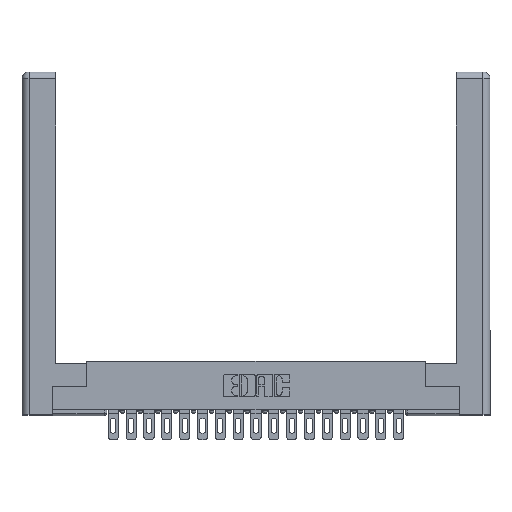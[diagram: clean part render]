
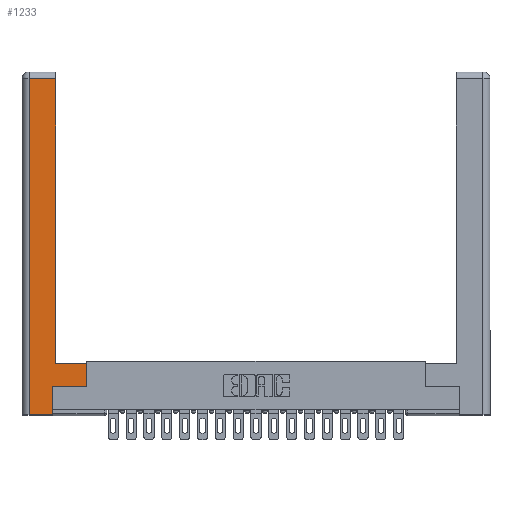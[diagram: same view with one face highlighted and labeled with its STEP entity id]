
A CAD part, top view. The second image highlights one B-rep face of the part: STEP entity #1233.
In plain terms, the highlighted planar face has unit normal (0, 0, 1).
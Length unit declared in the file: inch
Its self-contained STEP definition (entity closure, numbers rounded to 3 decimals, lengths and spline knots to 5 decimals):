
#851 = DIRECTION ( 'NONE',  ( 0., -1., 0. ) ) ;
#1165 = LINE ( 'NONE', #20283, #2693 ) ;
#1233 = ADVANCED_FACE ( 'NONE', ( #1312 ), #1414, .F. ) ;
#1312 = FACE_OUTER_BOUND ( 'NONE', #14937, .T. ) ;
#1414 = PLANE ( 'NONE',  #2442 ) ;
#1509 = ORIENTED_EDGE ( 'NONE', *, *, #7782, .T. ) ;
#1534 = CARTESIAN_POINT ( 'NONE',  ( 0.565, 0.45, 0. ) ) ;
#1745 = CARTESIAN_POINT ( 'NONE',  ( 0.295, 3., 0. ) ) ;
#2039 = LINE ( 'NONE', #2175, #17595 ) ;
#2175 = CARTESIAN_POINT ( 'NONE',  ( 0.565, 0.245, 0. ) ) ;
#2222 = VERTEX_POINT ( 'NONE', #10611 ) ;
#2361 = CARTESIAN_POINT ( 'NONE',  ( 0.0615, 0., 0. ) ) ;
#2442 = AXIS2_PLACEMENT_3D ( 'NONE', #7885, #9759, #8111 ) ;
#2549 = LINE ( 'NONE', #18644, #11994 ) ;
#2664 = ORIENTED_EDGE ( 'NONE', *, *, #7440, .T. ) ;
#2693 = VECTOR ( 'NONE', #5455, 39.37008 ) ;
#3530 = ORIENTED_EDGE ( 'NONE', *, *, #12443, .T. ) ;
#3827 = VERTEX_POINT ( 'NONE', #6974 ) ;
#4850 = VECTOR ( 'NONE', #17788, 39.37008 ) ;
#4957 = VERTEX_POINT ( 'NONE', #15745 ) ;
#5115 = EDGE_CURVE ( 'NONE', #7925, #3827, #20010, .T. ) ;
#5455 = DIRECTION ( 'NONE',  ( 1., 0., 0. ) ) ;
#5505 = EDGE_CURVE ( 'NONE', #2222, #17375, #15683, .T. ) ;
#5863 = LINE ( 'NONE', #12967, #4850 ) ;
#6131 = VERTEX_POINT ( 'NONE', #17129 ) ;
#6167 = DIRECTION ( 'NONE',  ( 0., 1., 0. ) ) ;
#6322 = CARTESIAN_POINT ( 'NONE',  ( 0.295, 2.94, 0. ) ) ;
#6974 = CARTESIAN_POINT ( 'NONE',  ( 0.265, 0.245, 0. ) ) ;
#7293 = CARTESIAN_POINT ( 'NONE',  ( 0.565, 0.45, 0. ) ) ;
#7440 = EDGE_CURVE ( 'NONE', #6131, #14443, #10978, .T. ) ;
#7496 = VECTOR ( 'NONE', #6167, 39.37008 ) ;
#7782 = EDGE_CURVE ( 'NONE', #17375, #6131, #2549, .T. ) ;
#7885 = CARTESIAN_POINT ( 'NONE',  ( 0., 0., 0. ) ) ;
#7925 = VERTEX_POINT ( 'NONE', #12424 ) ;
#8111 = DIRECTION ( 'NONE',  ( -1., 0., 0. ) ) ;
#8194 = LINE ( 'NONE', #2361, #20678 ) ;
#8348 = ORIENTED_EDGE ( 'NONE', *, *, #5115, .T. ) ;
#8839 = ORIENTED_EDGE ( 'NONE', *, *, #5505, .T. ) ;
#9261 = ORIENTED_EDGE ( 'NONE', *, *, #15711, .T. ) ;
#9759 = DIRECTION ( 'NONE',  ( 0., 0., -1. ) ) ;
#10611 = CARTESIAN_POINT ( 'NONE',  ( 0.565, 0.245, 0. ) ) ;
#10978 = LINE ( 'NONE', #1745, #19622 ) ;
#11994 = VECTOR ( 'NONE', #12146, 39.37008 ) ;
#12146 = DIRECTION ( 'NONE',  ( -1., 0., 0. ) ) ;
#12238 = DIRECTION ( 'NONE',  ( 0., 1., 0. ) ) ;
#12424 = CARTESIAN_POINT ( 'NONE',  ( 0.265, 0., 0. ) ) ;
#12443 = EDGE_CURVE ( 'NONE', #4957, #12934, #8194, .T. ) ;
#12934 = VERTEX_POINT ( 'NONE', #18320 ) ;
#12967 = CARTESIAN_POINT ( 'NONE',  ( 0.0615, 2.94, 0. ) ) ;
#13419 = VECTOR ( 'NONE', #12238, 39.37008 ) ;
#14443 = VERTEX_POINT ( 'NONE', #6322 ) ;
#14632 = CARTESIAN_POINT ( 'NONE',  ( 0.265, 0.245, 0. ) ) ;
#14937 = EDGE_LOOP ( 'NONE', ( #2664, #19688, #3530, #20006, #8348, #9261, #8839, #1509 ) ) ;
#15683 = LINE ( 'NONE', #7293, #13419 ) ;
#15711 = EDGE_CURVE ( 'NONE', #3827, #2222, #2039, .T. ) ;
#15745 = CARTESIAN_POINT ( 'NONE',  ( 0.0615, 2.94, 0. ) ) ;
#17069 = DIRECTION ( 'NONE',  ( 1., 0., 0. ) ) ;
#17129 = CARTESIAN_POINT ( 'NONE',  ( 0.295, 0.45, 0. ) ) ;
#17375 = VERTEX_POINT ( 'NONE', #1534 ) ;
#17595 = VECTOR ( 'NONE', #17069, 39.37008 ) ;
#17788 = DIRECTION ( 'NONE',  ( -1., 0., 0. ) ) ;
#18320 = CARTESIAN_POINT ( 'NONE',  ( 0.0615, 0., 0. ) ) ;
#18644 = CARTESIAN_POINT ( 'NONE',  ( 0.295, 0.45, 0. ) ) ;
#18692 = EDGE_CURVE ( 'NONE', #12934, #7925, #1165, .T. ) ;
#19622 = VECTOR ( 'NONE', #19773, 39.37008 ) ;
#19688 = ORIENTED_EDGE ( 'NONE', *, *, #20821, .T. ) ;
#19773 = DIRECTION ( 'NONE',  ( 0., 1., 0. ) ) ;
#20006 = ORIENTED_EDGE ( 'NONE', *, *, #18692, .T. ) ;
#20010 = LINE ( 'NONE', #14632, #7496 ) ;
#20283 = CARTESIAN_POINT ( 'NONE',  ( 0.265, 0., 0. ) ) ;
#20678 = VECTOR ( 'NONE', #851, 39.37008 ) ;
#20821 = EDGE_CURVE ( 'NONE', #14443, #4957, #5863, .T. ) ;
